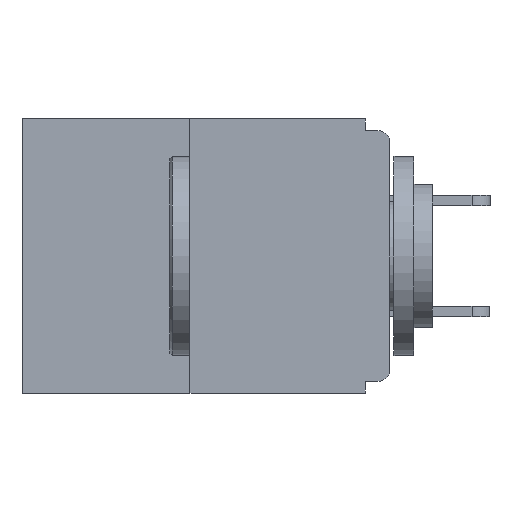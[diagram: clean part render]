
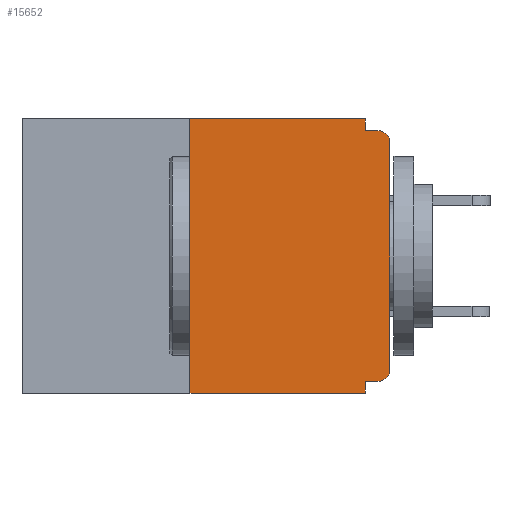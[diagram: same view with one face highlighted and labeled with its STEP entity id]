
A CAD part, left-side view. The second image highlights one B-rep face of the part: STEP entity #15652.
In plain terms, the highlighted planar face has unit normal (-1, 0, 0).
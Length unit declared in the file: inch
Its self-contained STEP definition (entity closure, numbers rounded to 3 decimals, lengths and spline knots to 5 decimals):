
#387 = CARTESIAN_POINT ( 'NONE',  ( 0., 0.031, -0.343 ) ) ;
#908 = ORIENTED_EDGE ( 'NONE', *, *, #15148, .F. ) ;
#931 = LINE ( 'NONE', #11802, #6575 ) ;
#989 = CARTESIAN_POINT ( 'NONE',  ( 0., 0., -0.03 ) ) ;
#1206 = LINE ( 'NONE', #8357, #14649 ) ;
#1292 = CARTESIAN_POINT ( 'NONE',  ( 0., 0., 0. ) ) ;
#1295 = EDGE_CURVE ( 'NONE', #11861, #12813, #931, .T. ) ;
#1490 = LINE ( 'NONE', #1292, #8345 ) ;
#1534 = ORIENTED_EDGE ( 'NONE', *, *, #14784, .T. ) ;
#1879 = VERTEX_POINT ( 'NONE', #12719 ) ;
#1902 = VERTEX_POINT ( 'NONE', #7781 ) ;
#1939 = AXIS2_PLACEMENT_3D ( 'NONE', #15047, #7789, #9179 ) ;
#2400 = VERTEX_POINT ( 'NONE', #12453 ) ;
#2672 = DIRECTION ( 'NONE',  ( -1., 0., 0. ) ) ;
#3597 = VECTOR ( 'NONE', #12789, 39.37008 ) ;
#3600 = DIRECTION ( 'NONE',  ( 0., 0., 1. ) ) ;
#3646 = ORIENTED_EDGE ( 'NONE', *, *, #1295, .F. ) ;
#3871 = DIRECTION ( 'NONE',  ( 0., 0., -1. ) ) ;
#4039 = DIRECTION ( 'NONE',  ( 0., 0., -1. ) ) ;
#4645 = ORIENTED_EDGE ( 'NONE', *, *, #5565, .F. ) ;
#4717 = DIRECTION ( 'NONE',  ( 0., -1., 0. ) ) ;
#4808 = AXIS2_PLACEMENT_3D ( 'NONE', #6378, #2672, #13616 ) ;
#4873 = AXIS2_PLACEMENT_3D ( 'NONE', #11353, #6504, #4039 ) ;
#4942 = DIRECTION ( 'NONE',  ( 0., -1., 0. ) ) ;
#5294 = LINE ( 'NONE', #387, #13472 ) ;
#5414 = CARTESIAN_POINT ( 'NONE',  ( 0., 0., -0.328 ) ) ;
#5565 = EDGE_CURVE ( 'NONE', #9003, #8959, #5294, .T. ) ;
#5567 = VECTOR ( 'NONE', #12631, 39.37008 ) ;
#5582 = LINE ( 'NONE', #12484, #12104 ) ;
#6086 = ORIENTED_EDGE ( 'NONE', *, *, #11144, .F. ) ;
#6378 = CARTESIAN_POINT ( 'NONE',  ( 0., 0.015, -0.313 ) ) ;
#6504 = DIRECTION ( 'NONE',  ( -1., 0., 0. ) ) ;
#6567 = EDGE_CURVE ( 'NONE', #9827, #1879, #6785, .T. ) ;
#6575 = VECTOR ( 'NONE', #9286, 39.37008 ) ;
#6785 = CIRCLE ( 'NONE', #4873, 0.015 ) ;
#7311 = ORIENTED_EDGE ( 'NONE', *, *, #6567, .T. ) ;
#7540 = CARTESIAN_POINT ( 'NONE',  ( 0., 0.031, -0.328 ) ) ;
#7553 = CARTESIAN_POINT ( 'NONE',  ( 0., 0.031, 0. ) ) ;
#7781 = CARTESIAN_POINT ( 'NONE',  ( 0., 0.015, -0.328 ) ) ;
#7789 = DIRECTION ( 'NONE',  ( 1., 0., 0. ) ) ;
#7956 = EDGE_LOOP ( 'NONE', ( #12828, #3646, #1534, #4645, #12389, #12834, #14646, #7311, #6086, #908 ) ) ;
#8161 = LINE ( 'NONE', #13869, #3597 ) ;
#8245 = VERTEX_POINT ( 'NONE', #12741 ) ;
#8345 = VECTOR ( 'NONE', #3600, 39.37008 ) ;
#8357 = CARTESIAN_POINT ( 'NONE',  ( 0., 0., -0.015 ) ) ;
#8721 = CARTESIAN_POINT ( 'NONE',  ( 0., 0.031, -0.343 ) ) ;
#8798 = LINE ( 'NONE', #7553, #5567 ) ;
#8959 = VERTEX_POINT ( 'NONE', #8721 ) ;
#9003 = VERTEX_POINT ( 'NONE', #7540 ) ;
#9126 = VERTEX_POINT ( 'NONE', #10125 ) ;
#9179 = DIRECTION ( 'NONE',  ( 0., 0., -1. ) ) ;
#9286 = DIRECTION ( 'NONE',  ( 0., 0., 1. ) ) ;
#9488 = DIRECTION ( 'NONE',  ( 0., 1., 0. ) ) ;
#9827 = VERTEX_POINT ( 'NONE', #989 ) ;
#10125 = CARTESIAN_POINT ( 'NONE',  ( 0., 0., -0.313 ) ) ;
#10680 = EDGE_CURVE ( 'NONE', #1902, #9126, #13905, .T. ) ;
#11075 = EDGE_CURVE ( 'NONE', #1902, #9003, #11655, .T. ) ;
#11144 = EDGE_CURVE ( 'NONE', #2400, #1879, #1206, .T. ) ;
#11208 = CARTESIAN_POINT ( 'NONE',  ( 0., 0.25, 0. ) ) ;
#11293 = PLANE ( 'NONE',  #1939 ) ;
#11353 = CARTESIAN_POINT ( 'NONE',  ( 0., 0.015, -0.03 ) ) ;
#11655 = LINE ( 'NONE', #5414, #12601 ) ;
#11802 = CARTESIAN_POINT ( 'NONE',  ( 0., 0.25, 0. ) ) ;
#11861 = VERTEX_POINT ( 'NONE', #14683 ) ;
#12104 = VECTOR ( 'NONE', #4942, 39.37008 ) ;
#12389 = ORIENTED_EDGE ( 'NONE', *, *, #11075, .F. ) ;
#12453 = CARTESIAN_POINT ( 'NONE',  ( 0., 0.031, -0.015 ) ) ;
#12484 = CARTESIAN_POINT ( 'NONE',  ( 0., 0.46, -0.343 ) ) ;
#12496 = EDGE_CURVE ( 'NONE', #12813, #8245, #8161, .T. ) ;
#12601 = VECTOR ( 'NONE', #9488, 39.37008 ) ;
#12631 = DIRECTION ( 'NONE',  ( 0., 0., -1. ) ) ;
#12719 = CARTESIAN_POINT ( 'NONE',  ( 0., 0.015, -0.015 ) ) ;
#12741 = CARTESIAN_POINT ( 'NONE',  ( 0., 0.031, 0. ) ) ;
#12789 = DIRECTION ( 'NONE',  ( 0., -1., 0. ) ) ;
#12813 = VERTEX_POINT ( 'NONE', #11208 ) ;
#12828 = ORIENTED_EDGE ( 'NONE', *, *, #12496, .F. ) ;
#12834 = ORIENTED_EDGE ( 'NONE', *, *, #10680, .T. ) ;
#13210 = EDGE_CURVE ( 'NONE', #9126, #9827, #1490, .T. ) ;
#13472 = VECTOR ( 'NONE', #3871, 39.37008 ) ;
#13616 = DIRECTION ( 'NONE',  ( 0., 0., -1. ) ) ;
#13869 = CARTESIAN_POINT ( 'NONE',  ( 0., 0.46, 0. ) ) ;
#13905 = CIRCLE ( 'NONE', #4808, 0.015 ) ;
#14646 = ORIENTED_EDGE ( 'NONE', *, *, #13210, .T. ) ;
#14649 = VECTOR ( 'NONE', #4717, 39.37008 ) ;
#14683 = CARTESIAN_POINT ( 'NONE',  ( 0., 0.25, -0.343 ) ) ;
#14784 = EDGE_CURVE ( 'NONE', #11861, #8959, #5582, .T. ) ;
#15047 = CARTESIAN_POINT ( 'NONE',  ( 0., 0.46, 0. ) ) ;
#15148 = EDGE_CURVE ( 'NONE', #8245, #2400, #8798, .T. ) ;
#15252 = FACE_OUTER_BOUND ( 'NONE', #7956, .T. ) ;
#15652 = ADVANCED_FACE ( 'NONE', ( #15252 ), #11293, .F. ) ;
